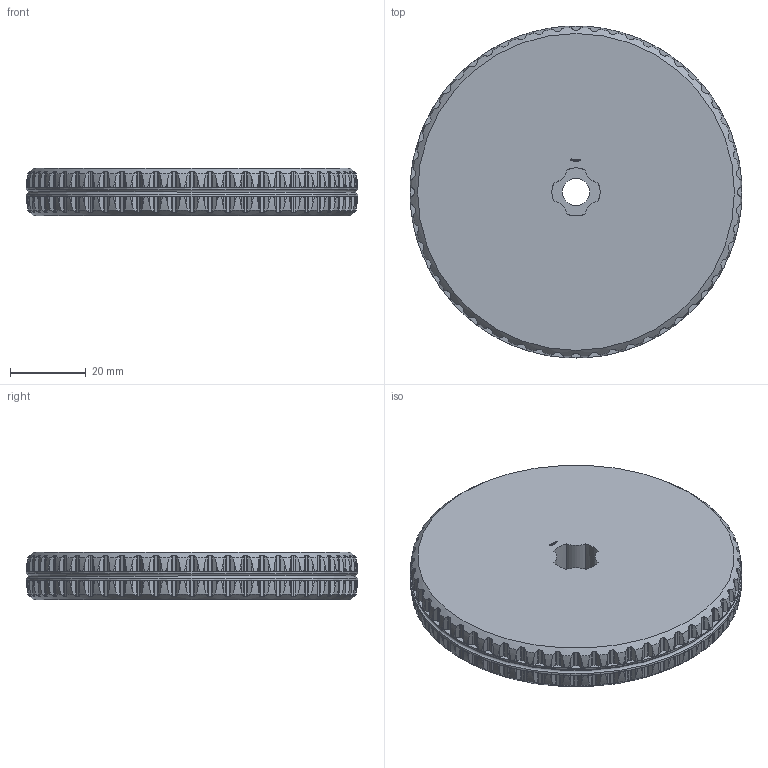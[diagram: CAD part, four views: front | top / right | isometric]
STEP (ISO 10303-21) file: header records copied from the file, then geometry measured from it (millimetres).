
FILE_DESCRIPTION(('FreeCAD Model'),'2;1');
FILE_NAME('Open CASCADE Shape Model','2025-01-01T00:27:20',(''),(''), 'Open CASCADE STEP processor 7.8','FreeCAD','Unknown');
FILE_SCHEMA(('AUTOMOTIVE_DESIGN { 1 0 10303 214 1 1 1 1 }'));
Products named in the file (1): Wheel GND TTRD PLN BU07.00x01.00 - SPN-WHL-0021 (stemfie.org)
Bounding box: 87.5 x 87.5 x 12.5 mm (x, y, z)
Volume: 71300.5 mm3; surface area: 16668.2 mm2
Topology: 1 solids, 1 shells, 1617 faces, 4681 edges, 3115 vertices
Faces by surface type: cylinder 688, plane 670, extrusion 116, revolution 112, cone 29, torus 2
Full cylindrical faces by diameter (mm): 2 x4, 7.2 x2, 87.5 x2
Entity records: 73048 total; most frequent: CARTESIAN_POINT 31374, ORIENTED_EDGE 9362, DIRECTION 7859, EDGE_CURVE 4681, VERTEX_POINT 3115, AXIS2_PLACEMENT_3D 2695, VECTOR 2357, LINE 2241
